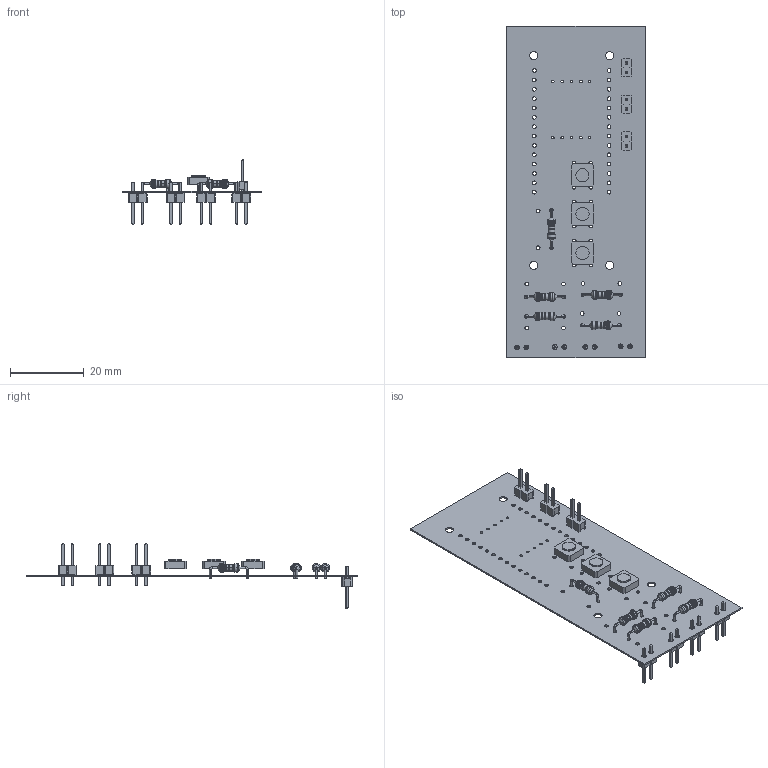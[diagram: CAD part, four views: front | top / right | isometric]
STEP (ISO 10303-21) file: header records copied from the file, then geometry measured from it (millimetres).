
FILE_DESCRIPTION(('Open CASCADE Model'),'2;1');
FILE_NAME('Open CASCADE Shape Model','2023-09-24T16:00:42',('Author'),( 'Open CASCADE'),'Open CASCADE STEP processor 6.8','Open CASCADE 6.8' ,'Unknown');
FILE_SCHEMA(('AUTOMOTIVE_DESIGN { 1 0 10303 214 1 1 1 1 }'));
Length unit declared in the file: millimetre
Products named in the file (1): PCB
Bounding box: 37.5 x 90 x 17.65 mm (x, y, z)
Volume: 1903.1 mm3; surface area: 8670.2 mm2
Topology: 43 solids, 243 shells, 903 faces, 2599 edges, 1982 vertices
Faces by surface type: plane 610, cylinder 173, torus 80, cone 40
Full cylindrical faces by diameter (mm): 0.7 x10, 0.914 x10, 1 x38, 1.016 x12, 1.3 x14, 1.829 x10, 2.2 x4, 2.362 x5
Entity records: 31988 total; most frequent: CARTESIAN_POINT 5485, DIRECTION 5253, ORIENTED_EDGE 4338, EDGE_CURVE 2599, VERTEX_POINT 1982, LINE 1753, VECTOR 1753, AXIS2_PLACEMENT_3D 1750
